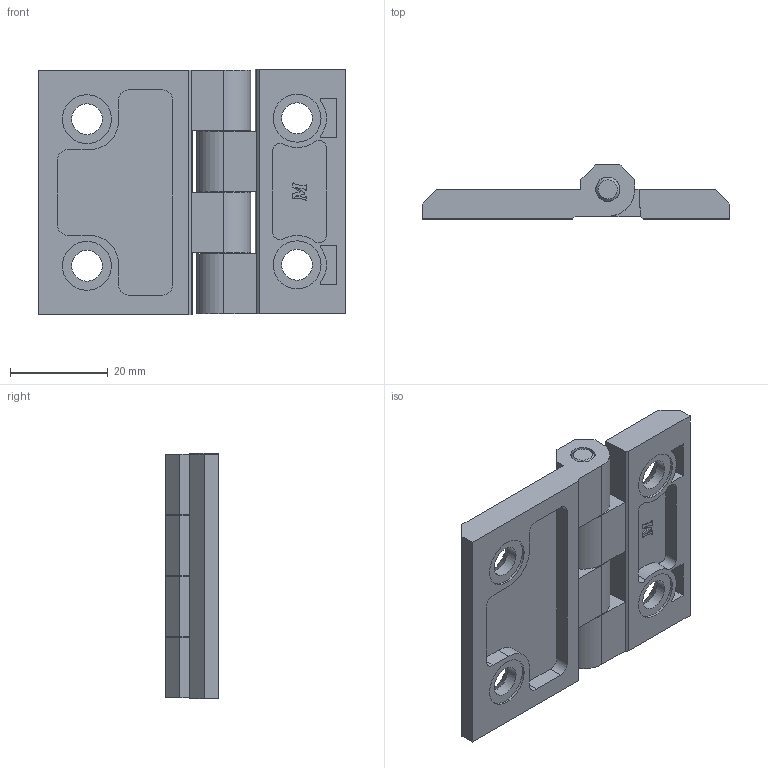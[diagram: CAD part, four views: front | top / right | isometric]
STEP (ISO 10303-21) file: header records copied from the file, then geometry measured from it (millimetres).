
FILE_DESCRIPTION(('STEP AP203'),'1');
FILE_NAME('099.1.1.7.step','2016-04-18T07:56:11',(' '),(' '),'Spatial InterOp 3D',' ',' ');
FILE_SCHEMA(('CONFIG_CONTROL_DESIGN'));
Length unit declared in the file: millimetre
Products named in the file (3): 1; 2; 3
Bounding box: 63 x 11 x 50.2 mm (x, y, z)
Volume: 15409.4 mm3; surface area: 11127.3 mm2
Topology: 3 solids, 3 shells, 162 faces, 433 edges, 288 vertices
Faces by surface type: plane 115, cylinder 37, cone 6, extrusion 4
Full cylindrical faces by diameter (mm): 4.9 x1, 5 x4, 6.3 x4, 9.8 x2, 10 x2
Entity records: 5384 total; most frequent: CARTESIAN_POINT 1197, ORIENTED_EDGE 822, DIRECTION 810, EDGE_CURVE 411, VECTOR 326, LINE 322, VERTEX_POINT 285, AXIS2_PLACEMENT_3D 242
